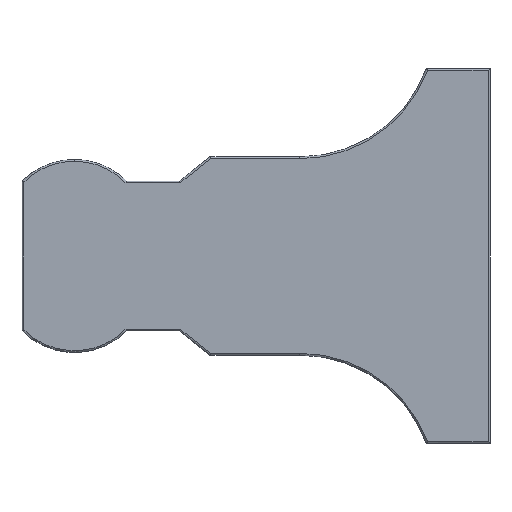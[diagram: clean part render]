
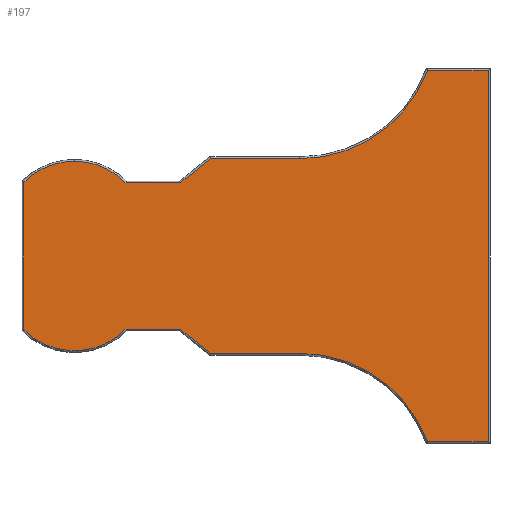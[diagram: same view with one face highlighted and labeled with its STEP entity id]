
A CAD part, left-side view. The second image highlights one B-rep face of the part: STEP entity #197.
In plain terms, the highlighted planar face has unit normal (-1, 0, 0).
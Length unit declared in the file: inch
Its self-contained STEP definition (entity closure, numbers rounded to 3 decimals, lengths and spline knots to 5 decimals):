
#5 = VERTEX_POINT ( 'NONE', #532 ) ;
#7 = VERTEX_POINT ( 'NONE', #664 ) ;
#10 = EDGE_CURVE ( 'NONE', #13, #17, #658, .T. ) ;
#11 = ORIENTED_EDGE ( 'NONE', *, *, #14, .T. ) ;
#12 = ORIENTED_EDGE ( 'NONE', *, *, #18, .T. ) ;
#13 = VERTEX_POINT ( 'NONE', #665 ) ;
#14 = EDGE_CURVE ( 'NONE', #69, #7, #618, .T. ) ;
#15 = EDGE_CURVE ( 'NONE', #183, #13, #654, .T. ) ;
#16 = ORIENTED_EDGE ( 'NONE', *, *, #73, .T. ) ;
#17 = VERTEX_POINT ( 'NONE', #612 ) ;
#18 = EDGE_CURVE ( 'NONE', #17, #5, #666, .T. ) ;
#19 = VERTEX_POINT ( 'NONE', #610 ) ;
#20 = ORIENTED_EDGE ( 'NONE', *, *, #10, .T. ) ;
#55 = ORIENTED_EDGE ( 'NONE', *, *, #57, .T. ) ;
#57 = EDGE_CURVE ( 'NONE', #7, #188, #594, .T. ) ;
#62 = ORIENTED_EDGE ( 'NONE', *, *, #72, .T. ) ;
#63 = EDGE_CURVE ( 'NONE', #76, #69, #571, .T. ) ;
#66 = ORIENTED_EDGE ( 'NONE', *, *, #63, .T. ) ;
#68 = ORIENTED_EDGE ( 'NONE', *, *, #75, .T. ) ;
#69 = VERTEX_POINT ( 'NONE', #477 ) ;
#71 = ORIENTED_EDGE ( 'NONE', *, *, #310, .T. ) ;
#72 = EDGE_CURVE ( 'NONE', #19, #76, #474, .T. ) ;
#73 = EDGE_CURVE ( 'NONE', #5, #311, #799, .T. ) ;
#75 = EDGE_CURVE ( 'NONE', #323, #19, #775, .T. ) ;
#76 = VERTEX_POINT ( 'NONE', #795 ) ;
#132 = ORIENTED_EDGE ( 'NONE', *, *, #15, .T. ) ;
#182 = EDGE_CURVE ( 'NONE', #228, #183, #833, .T. ) ;
#183 = VERTEX_POINT ( 'NONE', #834 ) ;
#186 = EDGE_LOOP ( 'NONE', ( #189, #198, #203, #204, #196, #132, #20, #12, #16, #71, #68, #62, #66, #11, #55 ) ) ;
#187 = EDGE_CURVE ( 'NONE', #202, #192, #829, .T. ) ;
#188 = VERTEX_POINT ( 'NONE', #843 ) ;
#189 = ORIENTED_EDGE ( 'NONE', *, *, #199, .T. ) ;
#192 = VERTEX_POINT ( 'NONE', #826 ) ;
#194 = EDGE_CURVE ( 'NONE', #192, #195, #1032, .T. ) ;
#195 = VERTEX_POINT ( 'NONE', #1026 ) ;
#196 = ORIENTED_EDGE ( 'NONE', *, *, #182, .T. ) ;
#197 = ADVANCED_FACE ( 'NONE', ( #1024 ), #1025, .T. ) ;
#198 = ORIENTED_EDGE ( 'NONE', *, *, #187, .T. ) ;
#199 = EDGE_CURVE ( 'NONE', #188, #202, #1022, .T. ) ;
#202 = VERTEX_POINT ( 'NONE', #1012 ) ;
#203 = ORIENTED_EDGE ( 'NONE', *, *, #194, .T. ) ;
#204 = ORIENTED_EDGE ( 'NONE', *, *, #403, .T. ) ;
#228 = VERTEX_POINT ( 'NONE', #1007 ) ;
#310 = EDGE_CURVE ( 'NONE', #311, #323, #1056, .T. ) ;
#311 = VERTEX_POINT ( 'NONE', #897 ) ;
#323 = VERTEX_POINT ( 'NONE', #828 ) ;
#403 = EDGE_CURVE ( 'NONE', #195, #228, #1187, .T. ) ;
#474 = LINE ( 'NONE', #476, #569 ) ;
#475 = DIRECTION ( 'NONE',  ( 0., 0., -1. ) ) ;
#476 = CARTESIAN_POINT ( 'NONE',  ( -0.1125, 0.6225, -0.1 ) ) ;
#477 = CARTESIAN_POINT ( 'NONE',  ( -0.1125, 0.48604, -0.0975 ) ) ;
#478 = DIRECTION ( 'NONE',  ( 0., 0., 1. ) ) ;
#479 = DIRECTION ( 'NONE',  ( -1., 0., 0. ) ) ;
#480 = AXIS2_PLACEMENT_3D ( 'NONE', #587, #479, #478 ) ;
#532 = CARTESIAN_POINT ( 'NONE',  ( -0.1125, 0.41413, 0.0975 ) ) ;
#569 = VECTOR ( 'NONE', #475, 39.37008 ) ;
#571 = CIRCLE ( 'NONE', #480, 0.09648 ) ;
#578 = DIRECTION ( 'NONE',  ( 0., -0.784, -0.62 ) ) ;
#579 = VECTOR ( 'NONE', #578, 39.37008 ) ;
#580 = CARTESIAN_POINT ( 'NONE',  ( -0.1125, 0.37245, -0.13048 ) ) ;
#587 = CARTESIAN_POINT ( 'NONE',  ( -0.1125, 0.555, -0.03002 ) ) ;
#594 = LINE ( 'NONE', #580, #579 ) ;
#606 = DIRECTION ( 'NONE',  ( 0., 0.784, -0.62 ) ) ;
#607 = VECTOR ( 'NONE', #606, 39.37008 ) ;
#608 = CARTESIAN_POINT ( 'NONE',  ( -0.1125, 0.41345, 0.09804 ) ) ;
#610 = CARTESIAN_POINT ( 'NONE',  ( -0.1125, 0.6225, 0.09896 ) ) ;
#611 = DIRECTION ( 'NONE',  ( 0., 0., 1. ) ) ;
#612 = CARTESIAN_POINT ( 'NONE',  ( -0.1125, 0.37313, 0.12994 ) ) ;
#615 = DIRECTION ( 'NONE',  ( 0., -1., 0. ) ) ;
#616 = VECTOR ( 'NONE', #615, 39.37008 ) ;
#617 = CARTESIAN_POINT ( 'NONE',  ( -0.1125, 0.415, -0.0975 ) ) ;
#618 = LINE ( 'NONE', #617, #616 ) ;
#620 = AXIS2_PLACEMENT_3D ( 'NONE', #653, #622, #611 ) ;
#621 = DIRECTION ( 'NONE',  ( 0., 1., 0. ) ) ;
#622 = DIRECTION ( 'NONE',  ( 1., 0., 0. ) ) ;
#653 = CARTESIAN_POINT ( 'NONE',  ( -0.1125, 0.254, 0.31269 ) ) ;
#654 = CIRCLE ( 'NONE', #620, 0.18275 ) ;
#656 = VECTOR ( 'NONE', #621, 39.37008 ) ;
#657 = CARTESIAN_POINT ( 'NONE',  ( -0.1125, 0.374, 0.12994 ) ) ;
#658 = LINE ( 'NONE', #657, #656 ) ;
#664 = CARTESIAN_POINT ( 'NONE',  ( -0.1125, 0.41413, -0.0975 ) ) ;
#665 = CARTESIAN_POINT ( 'NONE',  ( -0.1125, 0.254, 0.12994 ) ) ;
#666 = LINE ( 'NONE', #608, #607 ) ;
#719 = CARTESIAN_POINT ( 'NONE',  ( -0.1125, 0.254, -0.31269 ) ) ;
#775 = CIRCLE ( 'NONE', #776, 0.09648 ) ;
#776 = AXIS2_PLACEMENT_3D ( 'NONE', #803, #788, #787 ) ;
#787 = DIRECTION ( 'NONE',  ( 0., 0., 1. ) ) ;
#788 = DIRECTION ( 'NONE',  ( -1., 0., 0. ) ) ;
#795 = CARTESIAN_POINT ( 'NONE',  ( -0.1125, 0.6225, -0.09896 ) ) ;
#796 = DIRECTION ( 'NONE',  ( 0., 1., 0. ) ) ;
#797 = VECTOR ( 'NONE', #796, 39.37008 ) ;
#798 = CARTESIAN_POINT ( 'NONE',  ( -0.1125, 0.485, 0.0975 ) ) ;
#799 = LINE ( 'NONE', #798, #797 ) ;
#803 = CARTESIAN_POINT ( 'NONE',  ( -0.1125, 0.555, 0.03002 ) ) ;
#820 = DIRECTION ( 'NONE',  ( 0., 0., 1. ) ) ;
#825 = DIRECTION ( 'NONE',  ( 1., 0., 0. ) ) ;
#826 = CARTESIAN_POINT ( 'NONE',  ( -0.1125, 0.08327, -0.2475 ) ) ;
#828 = CARTESIAN_POINT ( 'NONE',  ( -0.1125, 0.555, 0.1265 ) ) ;
#829 = CIRCLE ( 'NONE', #847, 0.18275 ) ;
#830 = DIRECTION ( 'NONE',  ( 0., 1., 0. ) ) ;
#831 = VECTOR ( 'NONE', #830, 39.37008 ) ;
#832 = CARTESIAN_POINT ( 'NONE',  ( -0.1125, 0.085, 0.2475 ) ) ;
#833 = LINE ( 'NONE', #832, #831 ) ;
#834 = CARTESIAN_POINT ( 'NONE',  ( -0.1125, 0.08327, 0.2475 ) ) ;
#843 = CARTESIAN_POINT ( 'NONE',  ( -0.1125, 0.37313, -0.12994 ) ) ;
#847 = AXIS2_PLACEMENT_3D ( 'NONE', #719, #825, #820 ) ;
#879 = DIRECTION ( 'NONE',  ( -1., 0., 0. ) ) ;
#881 = CARTESIAN_POINT ( 'NONE',  ( -0.1125, 0.555, 0.03002 ) ) ;
#886 = AXIS2_PLACEMENT_3D ( 'NONE', #881, #879, #1054 ) ;
#897 = CARTESIAN_POINT ( 'NONE',  ( -0.1125, 0.48604, 0.0975 ) ) ;
#1004 = CARTESIAN_POINT ( 'NONE',  ( -0.1125, 0.254, -0.31269 ) ) ;
#1007 = CARTESIAN_POINT ( 'NONE',  ( -0.1125, 0.0025, 0.2475 ) ) ;
#1012 = CARTESIAN_POINT ( 'NONE',  ( -0.1125, 0.254, -0.12994 ) ) ;
#1017 = DIRECTION ( 'NONE',  ( 0., -1., 0. ) ) ;
#1018 = VECTOR ( 'NONE', #1017, 39.37008 ) ;
#1019 = DIRECTION ( 'NONE',  ( 0., 0., 1. ) ) ;
#1020 = DIRECTION ( 'NONE',  ( -1., 0., 0. ) ) ;
#1021 = CARTESIAN_POINT ( 'NONE',  ( -0.1125, 0.254, -0.12994 ) ) ;
#1022 = LINE ( 'NONE', #1021, #1018 ) ;
#1024 = FACE_OUTER_BOUND ( 'NONE', #186, .T. ) ;
#1025 = PLANE ( 'NONE',  #1028 ) ;
#1026 = CARTESIAN_POINT ( 'NONE',  ( -0.1125, 0.0025, -0.2475 ) ) ;
#1028 = AXIS2_PLACEMENT_3D ( 'NONE', #1004, #1020, #1019 ) ;
#1029 = DIRECTION ( 'NONE',  ( 0., -1., 0. ) ) ;
#1030 = VECTOR ( 'NONE', #1029, 39.37008 ) ;
#1031 = CARTESIAN_POINT ( 'NONE',  ( -0.1125, 0., -0.2475 ) ) ;
#1032 = LINE ( 'NONE', #1031, #1030 ) ;
#1054 = DIRECTION ( 'NONE',  ( 0., 0., 1. ) ) ;
#1056 = CIRCLE ( 'NONE', #886, 0.09648 ) ;
#1184 = DIRECTION ( 'NONE',  ( 0., 0., 1. ) ) ;
#1185 = VECTOR ( 'NONE', #1184, 39.37008 ) ;
#1186 = CARTESIAN_POINT ( 'NONE',  ( -0.1125, 0.0025, 0.25 ) ) ;
#1187 = LINE ( 'NONE', #1186, #1185 ) ;
